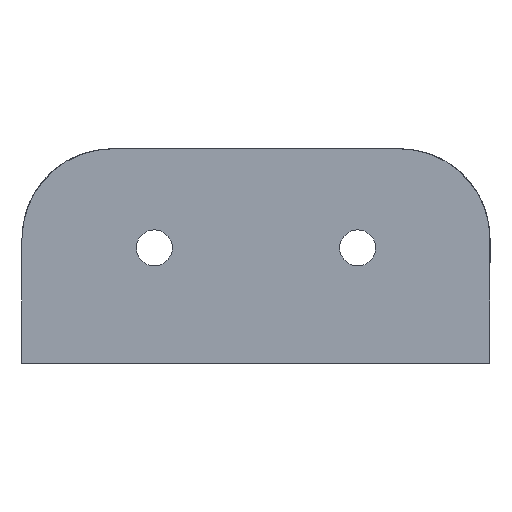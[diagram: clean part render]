
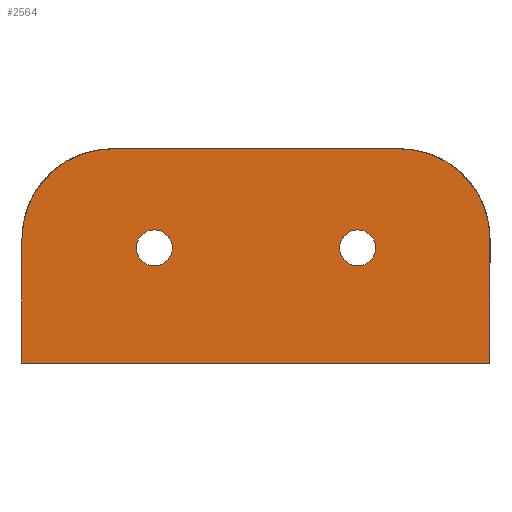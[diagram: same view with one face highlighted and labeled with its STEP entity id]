
A CAD part, left-side view. The second image highlights one B-rep face of the part: STEP entity #2564.
In plain terms, the highlighted planar face has unit normal (-1, 0, 0).
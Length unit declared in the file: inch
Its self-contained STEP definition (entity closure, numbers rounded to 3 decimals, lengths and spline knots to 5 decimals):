
#100 = CIRCLE ( 'NONE', #4943, 0.05 ) ;
#190 = CARTESIAN_POINT ( 'NONE',  ( -1.12, 0.65, 0. ) ) ;
#200 = EDGE_CURVE ( 'NONE', #2700, #5966, #6229, .T. ) ;
#216 = EDGE_CURVE ( 'NONE', #373, #3047, #9587, .T. ) ;
#346 = ORIENTED_EDGE ( 'NONE', *, *, #5907, .T. ) ;
#365 = DIRECTION ( 'NONE',  ( 0., 1., 0. ) ) ;
#373 = VERTEX_POINT ( 'NONE', #7677 ) ;
#383 = EDGE_CURVE ( 'NONE', #2687, #8057, #100, .T. ) ;
#556 = CIRCLE ( 'NONE', #5417, 0.25 ) ;
#610 = VERTEX_POINT ( 'NONE', #2685 ) ;
#631 = DIRECTION ( 'NONE',  ( 0., 1., 0. ) ) ;
#741 = DIRECTION ( 'NONE',  ( 0., 0., -1. ) ) ;
#1126 = DIRECTION ( 'NONE',  ( -1., 0., 0. ) ) ;
#1170 = CARTESIAN_POINT ( 'NONE',  ( -1.12, -0.4, 0.345 ) ) ;
#1244 = EDGE_LOOP ( 'NONE', ( #4524, #1531 ) ) ;
#1457 = CARTESIAN_POINT ( 'NONE',  ( -1.12, 0.65, 0.595 ) ) ;
#1531 = ORIENTED_EDGE ( 'NONE', *, *, #7211, .T. ) ;
#1559 = ORIENTED_EDGE ( 'NONE', *, *, #6437, .F. ) ;
#1609 = FACE_OUTER_BOUND ( 'NONE', #9410, .T. ) ;
#1656 = AXIS2_PLACEMENT_3D ( 'NONE', #5234, #3054, #6041 ) ;
#1735 = LINE ( 'NONE', #4399, #7537 ) ;
#1970 = EDGE_CURVE ( 'NONE', #9478, #5966, #6821, .T. ) ;
#2334 = DIRECTION ( 'NONE',  ( 0., -1., 0. ) ) ;
#2379 = DIRECTION ( 'NONE',  ( -1., 0., 0. ) ) ;
#2564 = ADVANCED_FACE ( 'NONE', ( #8821, #1609, #7414 ), #4052, .F. ) ;
#2685 = CARTESIAN_POINT ( 'NONE',  ( -1.12, -0.65, 0. ) ) ;
#2687 = VERTEX_POINT ( 'NONE', #7329 ) ;
#2700 = VERTEX_POINT ( 'NONE', #8870 ) ;
#2844 = DIRECTION ( 'NONE',  ( 1., 0., 0. ) ) ;
#2956 = ORIENTED_EDGE ( 'NONE', *, *, #8107, .T. ) ;
#3047 = VERTEX_POINT ( 'NONE', #3249 ) ;
#3054 = DIRECTION ( 'NONE',  ( 1., 0., 0. ) ) ;
#3185 = LINE ( 'NONE', #190, #3776 ) ;
#3249 = CARTESIAN_POINT ( 'NONE',  ( -1.12, 0.2825, 0.37 ) ) ;
#3387 = CARTESIAN_POINT ( 'NONE',  ( -1.12, -0.2825, 0.32 ) ) ;
#3490 = LINE ( 'NONE', #1457, #6201 ) ;
#3497 = DIRECTION ( 'NONE',  ( -1., 0., 0. ) ) ;
#3573 = DIRECTION ( 'NONE',  ( -1., 0., 0. ) ) ;
#3776 = VECTOR ( 'NONE', #2334, 39.37008 ) ;
#4038 = DIRECTION ( 'NONE',  ( 0., -1., 0. ) ) ;
#4052 = PLANE ( 'NONE',  #8137 ) ;
#4396 = CARTESIAN_POINT ( 'NONE',  ( -1.12, -0.65, 0.345 ) ) ;
#4399 = CARTESIAN_POINT ( 'NONE',  ( -1.12, -0.65, 0.595 ) ) ;
#4524 = ORIENTED_EDGE ( 'NONE', *, *, #216, .T. ) ;
#4605 = CARTESIAN_POINT ( 'NONE',  ( -1.12, -0.2825, 0.32 ) ) ;
#4610 = VERTEX_POINT ( 'NONE', #6163 ) ;
#4943 = AXIS2_PLACEMENT_3D ( 'NONE', #4605, #2379, #7014 ) ;
#4983 = ORIENTED_EDGE ( 'NONE', *, *, #9069, .T. ) ;
#5001 = ORIENTED_EDGE ( 'NONE', *, *, #7783, .F. ) ;
#5033 = AXIS2_PLACEMENT_3D ( 'NONE', #8765, #2844, #8040 ) ;
#5234 = CARTESIAN_POINT ( 'NONE',  ( -1.12, 0.2825, 0.32 ) ) ;
#5417 = AXIS2_PLACEMENT_3D ( 'NONE', #6760, #3573, #631 ) ;
#5615 = CARTESIAN_POINT ( 'NONE',  ( -1.12, 0.65, 0.345 ) ) ;
#5713 = DIRECTION ( 'NONE',  ( 0., 1., 0. ) ) ;
#5812 = EDGE_LOOP ( 'NONE', ( #1559, #6520 ) ) ;
#5827 = CARTESIAN_POINT ( 'NONE',  ( -1.12, -0.4, 0.595 ) ) ;
#5907 = EDGE_CURVE ( 'NONE', #4610, #610, #3185, .T. ) ;
#5966 = VERTEX_POINT ( 'NONE', #5827 ) ;
#6041 = DIRECTION ( 'NONE',  ( 0., 1., 0. ) ) ;
#6163 = CARTESIAN_POINT ( 'NONE',  ( -1.12, 0.65, 0. ) ) ;
#6201 = VECTOR ( 'NONE', #741, 39.37008 ) ;
#6219 = ORIENTED_EDGE ( 'NONE', *, *, #200, .F. ) ;
#6229 = LINE ( 'NONE', #8575, #9817 ) ;
#6437 = EDGE_CURVE ( 'NONE', #8057, #2687, #7664, .T. ) ;
#6495 = DIRECTION ( 'NONE',  ( 1., 0., 0. ) ) ;
#6520 = ORIENTED_EDGE ( 'NONE', *, *, #383, .F. ) ;
#6760 = CARTESIAN_POINT ( 'NONE',  ( -1.12, 0.4, 0.345 ) ) ;
#6821 = CIRCLE ( 'NONE', #9627, 0.25 ) ;
#7014 = DIRECTION ( 'NONE',  ( 0., 1., 0. ) ) ;
#7211 = EDGE_CURVE ( 'NONE', #3047, #373, #7548, .T. ) ;
#7329 = CARTESIAN_POINT ( 'NONE',  ( -1.12, -0.2825, 0.37 ) ) ;
#7414 = FACE_BOUND ( 'NONE', #5812, .T. ) ;
#7537 = VECTOR ( 'NONE', #9643, 39.37008 ) ;
#7548 = CIRCLE ( 'NONE', #5033, 0.05 ) ;
#7664 = CIRCLE ( 'NONE', #8922, 0.05 ) ;
#7677 = CARTESIAN_POINT ( 'NONE',  ( -1.12, 0.2825, 0.27 ) ) ;
#7783 = EDGE_CURVE ( 'NONE', #9478, #610, #1735, .T. ) ;
#7905 = CARTESIAN_POINT ( 'NONE',  ( -1.12, 0.65, 0.595 ) ) ;
#8040 = DIRECTION ( 'NONE',  ( 0., 1., 0. ) ) ;
#8057 = VERTEX_POINT ( 'NONE', #8865 ) ;
#8107 = EDGE_CURVE ( 'NONE', #9759, #4610, #3490, .T. ) ;
#8137 = AXIS2_PLACEMENT_3D ( 'NONE', #7905, #6495, #5713 ) ;
#8575 = CARTESIAN_POINT ( 'NONE',  ( -1.12, 0.65, 0.595 ) ) ;
#8601 = ORIENTED_EDGE ( 'NONE', *, *, #1970, .T. ) ;
#8765 = CARTESIAN_POINT ( 'NONE',  ( -1.12, 0.2825, 0.32 ) ) ;
#8821 = FACE_BOUND ( 'NONE', #1244, .T. ) ;
#8865 = CARTESIAN_POINT ( 'NONE',  ( -1.12, -0.2825, 0.27 ) ) ;
#8870 = CARTESIAN_POINT ( 'NONE',  ( -1.12, 0.4, 0.595 ) ) ;
#8922 = AXIS2_PLACEMENT_3D ( 'NONE', #3387, #1126, #365 ) ;
#9069 = EDGE_CURVE ( 'NONE', #2700, #9759, #556, .T. ) ;
#9410 = EDGE_LOOP ( 'NONE', ( #6219, #4983, #2956, #346, #5001, #8601 ) ) ;
#9478 = VERTEX_POINT ( 'NONE', #4396 ) ;
#9550 = DIRECTION ( 'NONE',  ( 0., 1., 0. ) ) ;
#9587 = CIRCLE ( 'NONE', #1656, 0.05 ) ;
#9627 = AXIS2_PLACEMENT_3D ( 'NONE', #1170, #3497, #9550 ) ;
#9643 = DIRECTION ( 'NONE',  ( 0., 0., -1. ) ) ;
#9759 = VERTEX_POINT ( 'NONE', #5615 ) ;
#9817 = VECTOR ( 'NONE', #4038, 39.37008 ) ;
